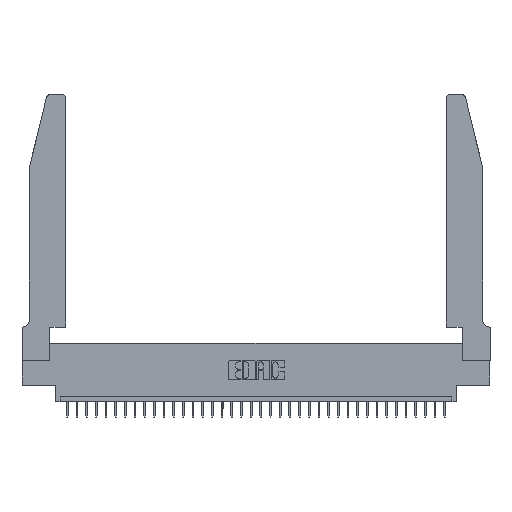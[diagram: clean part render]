
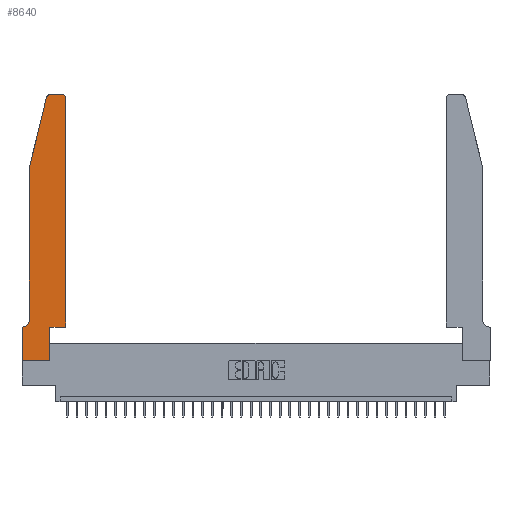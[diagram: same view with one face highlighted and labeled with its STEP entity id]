
A CAD part, top view. The second image highlights one B-rep face of the part: STEP entity #8640.
In plain terms, the highlighted planar face has unit normal (0, 0, 1).
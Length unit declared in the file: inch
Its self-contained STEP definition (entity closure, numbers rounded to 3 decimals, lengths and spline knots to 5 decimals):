
#403 = CARTESIAN_POINT ( 'NONE',  ( 0.0755, 2., 0.37 ) ) ;
#835 = CARTESIAN_POINT ( 'NONE',  ( 0.25487, 2.72718, 0.37 ) ) ;
#1112 = CARTESIAN_POINT ( 'NONE',  ( 0., 0.35, 0.37 ) ) ;
#1209 = ORIENTED_EDGE ( 'NONE', *, *, #29535, .T. ) ;
#1257 = DIRECTION ( 'NONE',  ( 1., 0., 0. ) ) ;
#1619 = DIRECTION ( 'NONE',  ( 0., 1., 0. ) ) ;
#1776 = VERTEX_POINT ( 'NONE', #9167 ) ;
#1980 = CARTESIAN_POINT ( 'NONE',  ( 0.0055, 0.42, 0.37 ) ) ;
#2488 = VERTEX_POINT ( 'NONE', #21492 ) ;
#3494 = ORIENTED_EDGE ( 'NONE', *, *, #29357, .T. ) ;
#3708 = DIRECTION ( 'NONE',  ( 0., 0., 1. ) ) ;
#4239 = CARTESIAN_POINT ( 'NONE',  ( 0.0755, 0.42, 0.37 ) ) ;
#4667 = VECTOR ( 'NONE', #32117, 39.37008 ) ;
#4720 = VERTEX_POINT ( 'NONE', #13335 ) ;
#5196 = LINE ( 'NONE', #18012, #5579 ) ;
#5579 = VECTOR ( 'NONE', #20788, 39.37008 ) ;
#5628 = EDGE_CURVE ( 'NONE', #26004, #4720, #7669, .T. ) ;
#6032 = LINE ( 'NONE', #21986, #29504 ) ;
#6143 = VECTOR ( 'NONE', #25039, 39.37008 ) ;
#6880 = VERTEX_POINT ( 'NONE', #4239 ) ;
#7071 = VERTEX_POINT ( 'NONE', #403 ) ;
#7504 = VECTOR ( 'NONE', #1619, 39.37008 ) ;
#7669 = LINE ( 'NONE', #13342, #4667 ) ;
#8640 = ADVANCED_FACE ( 'NONE', ( #20580 ), #20025, .T. ) ;
#8963 = CARTESIAN_POINT ( 'NONE',  ( 0.4505, 0.35, 0.37 ) ) ;
#9167 = CARTESIAN_POINT ( 'NONE',  ( 0., 0.35, 0.37 ) ) ;
#9256 = ORIENTED_EDGE ( 'NONE', *, *, #5628, .T. ) ;
#9371 = DIRECTION ( 'NONE',  ( 0., 0., 1. ) ) ;
#9452 = VERTEX_POINT ( 'NONE', #14553 ) ;
#10472 = ORIENTED_EDGE ( 'NONE', *, *, #16188, .T. ) ;
#10646 = EDGE_CURVE ( 'NONE', #9452, #1776, #5196, .T. ) ;
#10708 = ORIENTED_EDGE ( 'NONE', *, *, #25017, .T. ) ;
#10897 = VERTEX_POINT ( 'NONE', #26675 ) ;
#11013 = DIRECTION ( 'NONE',  ( -0.239, -0.971, 0. ) ) ;
#11531 = VERTEX_POINT ( 'NONE', #835 ) ;
#13133 = AXIS2_PLACEMENT_3D ( 'NONE', #17775, #9371, #31432 ) ;
#13335 = CARTESIAN_POINT ( 'NONE',  ( 0.4505, 2.72, 0.37 ) ) ;
#13342 = CARTESIAN_POINT ( 'NONE',  ( 0.4505, 0.35, 0.37 ) ) ;
#13665 = ORIENTED_EDGE ( 'NONE', *, *, #30956, .T. ) ;
#14553 = CARTESIAN_POINT ( 'NONE',  ( 0.0055, 0.35, 0.37 ) ) ;
#15054 = CARTESIAN_POINT ( 'NONE',  ( 0.2865, 0.35, 0.37 ) ) ;
#15682 = ORIENTED_EDGE ( 'NONE', *, *, #33978, .T. ) ;
#15717 = LINE ( 'NONE', #32236, #25511 ) ;
#15985 = DIRECTION ( 'NONE',  ( 0., -1., 0. ) ) ;
#16188 = EDGE_CURVE ( 'NONE', #6880, #9452, #16692, .T. ) ;
#16217 = AXIS2_PLACEMENT_3D ( 'NONE', #1980, #20300, #29379 ) ;
#16692 = CIRCLE ( 'NONE', #16217, 0.07 ) ;
#16951 = DIRECTION ( 'NONE',  ( 0., -1., 0. ) ) ;
#17775 = CARTESIAN_POINT ( 'NONE',  ( 0.284, 2.72, 0.37 ) ) ;
#18012 = CARTESIAN_POINT ( 'NONE',  ( 0.0755, 0.35, 0.37 ) ) ;
#18753 = AXIS2_PLACEMENT_3D ( 'NONE', #1112, #3708, #25268 ) ;
#18889 = DIRECTION ( 'NONE',  ( 1., 0., 0. ) ) ;
#19137 = EDGE_CURVE ( 'NONE', #4720, #2488, #25951, .T. ) ;
#19722 = AXIS2_PLACEMENT_3D ( 'NONE', #33990, #33868, #1257 ) ;
#20025 = PLANE ( 'NONE',  #18753 ) ;
#20201 = VECTOR ( 'NONE', #15985, 39.37008 ) ;
#20300 = DIRECTION ( 'NONE',  ( 0., 0., -1. ) ) ;
#20580 = FACE_OUTER_BOUND ( 'NONE', #26134, .T. ) ;
#20788 = DIRECTION ( 'NONE',  ( -1., 0., 0. ) ) ;
#21140 = VECTOR ( 'NONE', #16951, 39.37008 ) ;
#21152 = DIRECTION ( 'NONE',  ( 1., 0., 0. ) ) ;
#21361 = VERTEX_POINT ( 'NONE', #22389 ) ;
#21483 = LINE ( 'NONE', #24262, #6143 ) ;
#21492 = CARTESIAN_POINT ( 'NONE',  ( 0.4205, 2.75, 0.37 ) ) ;
#21986 = CARTESIAN_POINT ( 'NONE',  ( 0.0755, 2., 0.37 ) ) ;
#22087 = ORIENTED_EDGE ( 'NONE', *, *, #29409, .T. ) ;
#22389 = CARTESIAN_POINT ( 'NONE',  ( 0.284, 2.75, 0.37 ) ) ;
#22604 = ORIENTED_EDGE ( 'NONE', *, *, #23650, .T. ) ;
#23650 = EDGE_CURVE ( 'NONE', #7071, #6880, #27911, .T. ) ;
#23694 = LINE ( 'NONE', #15054, #7504 ) ;
#23910 = ORIENTED_EDGE ( 'NONE', *, *, #24516, .T. ) ;
#24262 = CARTESIAN_POINT ( 'NONE',  ( 0.2605, 2.75, 0.37 ) ) ;
#24457 = LINE ( 'NONE', #32206, #20201 ) ;
#24501 = CARTESIAN_POINT ( 'NONE',  ( 0.2865, 0.35, 0.37 ) ) ;
#24516 = EDGE_CURVE ( 'NONE', #28491, #29394, #23694, .T. ) ;
#25017 = EDGE_CURVE ( 'NONE', #2488, #21361, #21483, .T. ) ;
#25039 = DIRECTION ( 'NONE',  ( -1., 0., 0. ) ) ;
#25128 = CARTESIAN_POINT ( 'NONE',  ( 0.4505, 0.35, 0.37 ) ) ;
#25268 = DIRECTION ( 'NONE',  ( 1., 0., 0. ) ) ;
#25511 = VECTOR ( 'NONE', #21152, 39.37008 ) ;
#25951 = CIRCLE ( 'NONE', #19722, 0.03 ) ;
#26004 = VERTEX_POINT ( 'NONE', #8963 ) ;
#26040 = CIRCLE ( 'NONE', #13133, 0.03 ) ;
#26134 = EDGE_LOOP ( 'NONE', ( #10708, #1209, #22087, #22604, #10472, #32245, #15682, #13665, #23910, #3494, #9256, #30851 ) ) ;
#26675 = CARTESIAN_POINT ( 'NONE',  ( 0., 0., 0.37 ) ) ;
#27701 = CARTESIAN_POINT ( 'NONE',  ( 0.0755, 2., 0.37 ) ) ;
#27911 = LINE ( 'NONE', #27701, #21140 ) ;
#28491 = VERTEX_POINT ( 'NONE', #29340 ) ;
#29340 = CARTESIAN_POINT ( 'NONE',  ( 0.2865, 0., 0.37 ) ) ;
#29357 = EDGE_CURVE ( 'NONE', #29394, #26004, #31208, .T. ) ;
#29379 = DIRECTION ( 'NONE',  ( -1., 0., 0. ) ) ;
#29394 = VERTEX_POINT ( 'NONE', #24501 ) ;
#29409 = EDGE_CURVE ( 'NONE', #11531, #7071, #6032, .T. ) ;
#29504 = VECTOR ( 'NONE', #11013, 39.37008 ) ;
#29535 = EDGE_CURVE ( 'NONE', #21361, #11531, #26040, .T. ) ;
#30851 = ORIENTED_EDGE ( 'NONE', *, *, #19137, .T. ) ;
#30956 = EDGE_CURVE ( 'NONE', #10897, #28491, #15717, .T. ) ;
#31208 = LINE ( 'NONE', #25128, #32066 ) ;
#31432 = DIRECTION ( 'NONE',  ( 1., 0., 0. ) ) ;
#32066 = VECTOR ( 'NONE', #18889, 39.37008 ) ;
#32117 = DIRECTION ( 'NONE',  ( 0., 1., 0. ) ) ;
#32206 = CARTESIAN_POINT ( 'NONE',  ( 0., 0., 0.37 ) ) ;
#32236 = CARTESIAN_POINT ( 'NONE',  ( 0., 0., 0.37 ) ) ;
#32245 = ORIENTED_EDGE ( 'NONE', *, *, #10646, .T. ) ;
#33868 = DIRECTION ( 'NONE',  ( 0., 0., 1. ) ) ;
#33978 = EDGE_CURVE ( 'NONE', #1776, #10897, #24457, .T. ) ;
#33990 = CARTESIAN_POINT ( 'NONE',  ( 0.4205, 2.72, 0.37 ) ) ;
